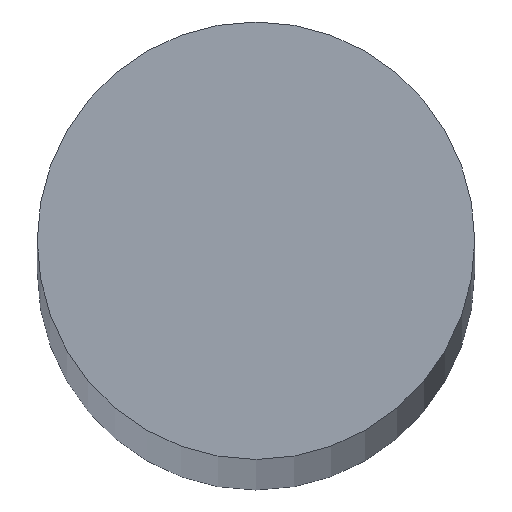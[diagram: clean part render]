
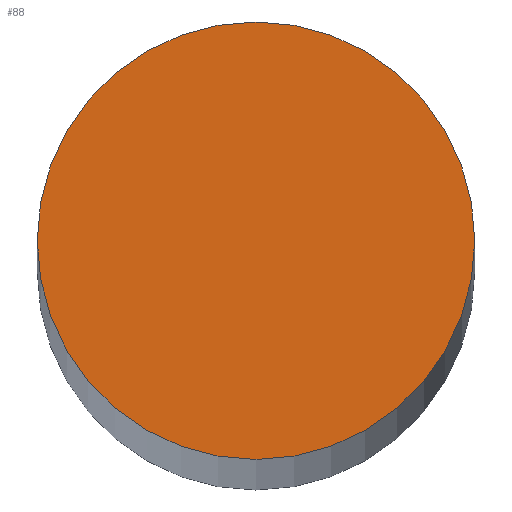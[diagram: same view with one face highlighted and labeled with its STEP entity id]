
A CAD part, top view. The second image highlights one B-rep face of the part: STEP entity #88.
In plain terms, the highlighted planar face has unit normal (0, 0, 1).
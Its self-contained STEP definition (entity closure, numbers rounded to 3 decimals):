
#2 = EDGE_CURVE ( 'NONE', #148, #153, #156, .T. ) ;
#3 = DIRECTION ( 'NONE',  ( 0., 0., 1. ) ) ;
#4 = DIRECTION ( 'NONE',  ( 1., 0., 0. ) ) ;
#6 = DIRECTION ( 'NONE',  ( 0., 0., 1. ) ) ;
#7 = CARTESIAN_POINT ( 'NONE',  ( -2.5, 0., 100. ) ) ;
#16 = DIRECTION ( 'NONE',  ( 1., 0., 0. ) ) ;
#28 = CARTESIAN_POINT ( 'NONE',  ( 2.5, 0., 100. ) ) ;
#29 = CARTESIAN_POINT ( 'NONE',  ( 0., 0., 100. ) ) ;
#41 = FACE_OUTER_BOUND ( 'NONE', #104, .T. ) ;
#42 = ORIENTED_EDGE ( 'NONE', *, *, #2, .T. ) ;
#67 = CARTESIAN_POINT ( 'NONE',  ( 0., 0., 100. ) ) ;
#82 = DIRECTION ( 'NONE',  ( 1., 0., 0. ) ) ;
#88 = ADVANCED_FACE ( 'NONE', ( #41 ), #130, .T. ) ;
#96 = DIRECTION ( 'NONE',  ( 0., 0., 1. ) ) ;
#101 = EDGE_CURVE ( 'NONE', #153, #148, #142, .T. ) ;
#103 = AXIS2_PLACEMENT_3D ( 'NONE', #29, #96, #82 ) ;
#104 = EDGE_LOOP ( 'NONE', ( #42, #125 ) ) ;
#121 = CARTESIAN_POINT ( 'NONE',  ( 0., 0., 100. ) ) ;
#125 = ORIENTED_EDGE ( 'NONE', *, *, #101, .T. ) ;
#127 = AXIS2_PLACEMENT_3D ( 'NONE', #121, #6, #16 ) ;
#130 = PLANE ( 'NONE',  #103 ) ;
#141 = AXIS2_PLACEMENT_3D ( 'NONE', #67, #3, #4 ) ;
#142 = CIRCLE ( 'NONE', #127, 2.5 ) ;
#148 = VERTEX_POINT ( 'NONE', #7 ) ;
#153 = VERTEX_POINT ( 'NONE', #28 ) ;
#156 = CIRCLE ( 'NONE', #141, 2.5 ) ;
